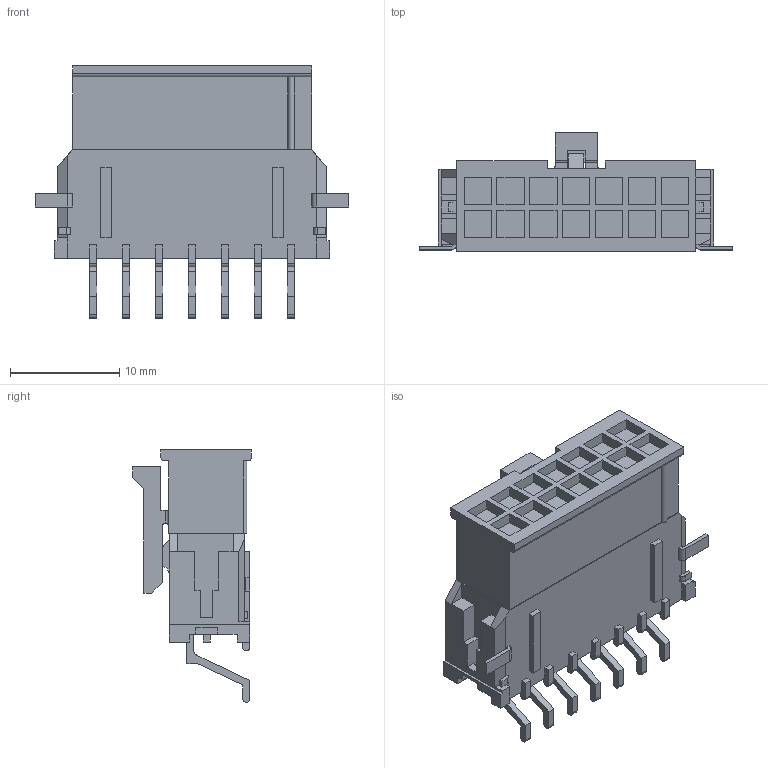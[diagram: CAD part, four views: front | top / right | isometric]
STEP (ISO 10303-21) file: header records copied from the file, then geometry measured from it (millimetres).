
FILE_DESCRIPTION (( 'STEP AP214' ), '1' );
FILE_NAME ('Assem1.STEP', '2019-01-22T21:28:05', ( '' ), ( '' ), 'SwSTEP 2.0', 'SolidWorks 2017', '' );
FILE_SCHEMA (( 'AUTOMOTIVE_DESIGN' ));
Length unit declared in the file: millimetre
Products named in the file (3): 430251400; Assem1; 430451409
Assembly tree (2 placements, depth 2):
  Assem1
    430451409
    430251400
Bounding box: 28.65 x 10.83 x 23.07 mm (x, y, z)
Volume: 2625 mm3; surface area: 4379.9 mm2
Topology: 2 solids, 9 shells, 924 faces, 2364 edges, 1534 vertices
Faces by surface type: plane 872, cylinder 52
Entity records: 37576 total; most frequent: CARTESIAN_POINT 4841, ORIENTED_EDGE 4728, DIRECTION 4322, EDGE_CURVE 2364, VECTOR 2260, LINE 2260, VERTEX_POINT 1534, AXIS2_PLACEMENT_3D 1031
